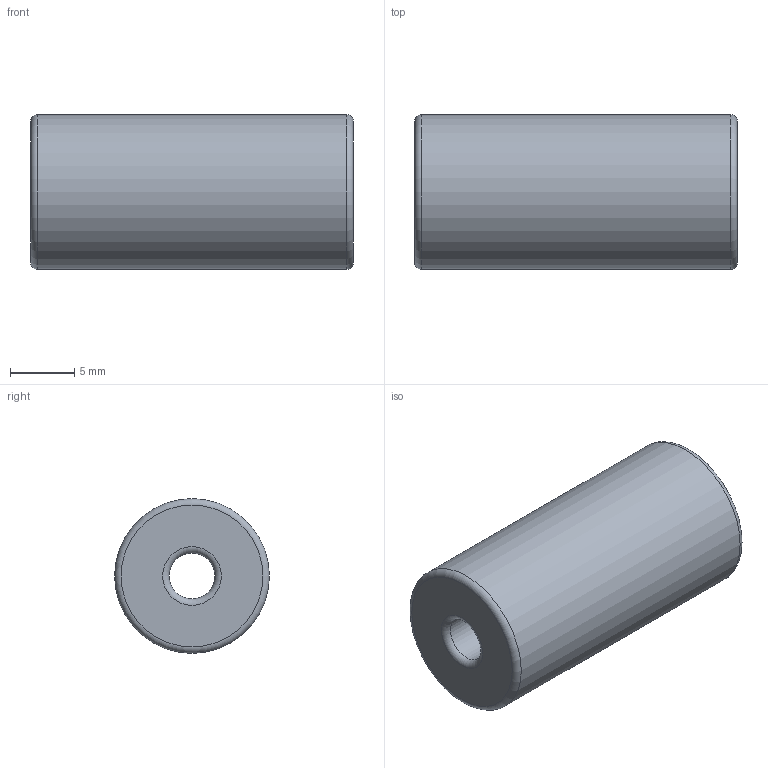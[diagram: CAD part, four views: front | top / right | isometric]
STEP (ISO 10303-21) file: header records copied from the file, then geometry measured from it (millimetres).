
FILE_DESCRIPTION( ( 'Unknown' ), '1' );
FILE_NAME( '74270038.stp', 'Unknown', ( 'Unknown' ), ( 'Unknown' ), 'XStep 1.0', 'Unknown', ' ' );
FILE_SCHEMA( ( 'automotive_design' ) );
Length unit declared in the file: millimetre
Products named in the file (1): 1
Bounding box: 25 x 12 x 12 mm (x, y, z)
Volume: 2574.7 mm3; surface area: 1406.7 mm2
Topology: 1 solids, 1 shells, 8 faces, 14 edges, 8 vertices
Faces by surface type: torus 4, cylinder 2, plane 2
Full cylindrical faces by diameter (mm): 3.55 x1, 12 x1
Entity records: 248 total; most frequent: DIRECTION 34, CARTESIAN_POINT 25, AXIS2_PLACEMENT_3D 17, EDGE_LOOP 16, ORIENTED_EDGE 16, FACE_OUTER_BOUND 14, STYLED_ITEM 8, PRESENTATION_STYLE_ASSIGNMENT 8
